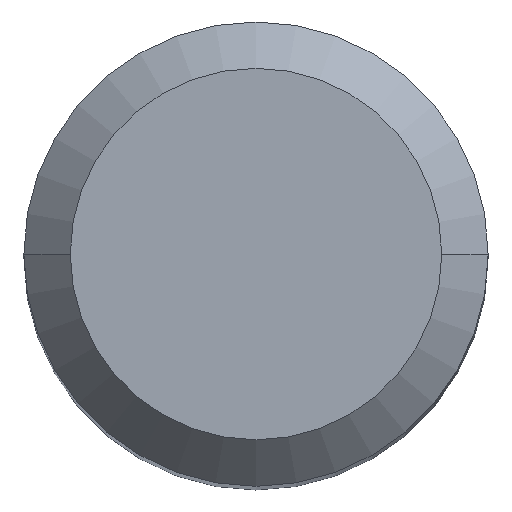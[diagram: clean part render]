
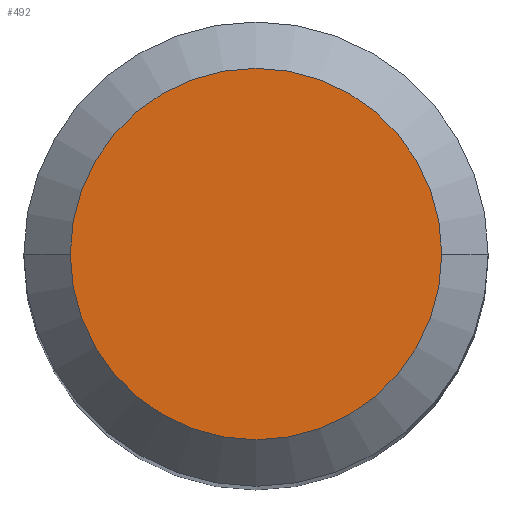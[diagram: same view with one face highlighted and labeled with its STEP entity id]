
A CAD part, top view. The second image highlights one B-rep face of the part: STEP entity #492.
In plain terms, the highlighted planar face has unit normal (0, 0, 1).
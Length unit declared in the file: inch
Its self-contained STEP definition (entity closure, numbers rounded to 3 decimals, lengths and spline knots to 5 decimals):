
#7 = EDGE_CURVE ( 'NONE', #82, #421, #455, .T. ) ;
#18 = CARTESIAN_POINT ( 'NONE',  ( 0., 0., 0. ) ) ;
#24 = CARTESIAN_POINT ( 'NONE',  ( 0.18896, 0., 0. ) ) ;
#64 = DIRECTION ( 'NONE',  ( 0., 0., -1. ) ) ;
#82 = VERTEX_POINT ( 'NONE', #24 ) ;
#97 = ORIENTED_EDGE ( 'NONE', *, *, #124, .T. ) ;
#117 = CARTESIAN_POINT ( 'NONE',  ( -0.18896, 0., 0. ) ) ;
#124 = EDGE_CURVE ( 'NONE', #421, #82, #158, .T. ) ;
#145 = DIRECTION ( 'NONE',  ( -1., 0., 0. ) ) ;
#148 = DIRECTION ( 'NONE',  ( 0., 0., 1. ) ) ;
#158 = CIRCLE ( 'NONE', #434, 0.18896 ) ;
#218 = AXIS2_PLACEMENT_3D ( 'NONE', #18, #64, #145 ) ;
#236 = CARTESIAN_POINT ( 'NONE',  ( 0., 0., 0. ) ) ;
#308 = FACE_OUTER_BOUND ( 'NONE', #475, .T. ) ;
#310 = CARTESIAN_POINT ( 'NONE',  ( 0., 0., 0. ) ) ;
#367 = ORIENTED_EDGE ( 'NONE', *, *, #7, .T. ) ;
#400 = AXIS2_PLACEMENT_3D ( 'NONE', #236, #433, #467 ) ;
#421 = VERTEX_POINT ( 'NONE', #117 ) ;
#433 = DIRECTION ( 'NONE',  ( 0., 0., 1. ) ) ;
#434 = AXIS2_PLACEMENT_3D ( 'NONE', #310, #148, #463 ) ;
#455 = CIRCLE ( 'NONE', #400, 0.18896 ) ;
#463 = DIRECTION ( 'NONE',  ( 1., 0., 0. ) ) ;
#467 = DIRECTION ( 'NONE',  ( 1., 0., 0. ) ) ;
#475 = EDGE_LOOP ( 'NONE', ( #97, #367 ) ) ;
#492 = ADVANCED_FACE ( 'NONE', ( #308 ), #499, .F. ) ;
#499 = PLANE ( 'NONE',  #218 ) ;
